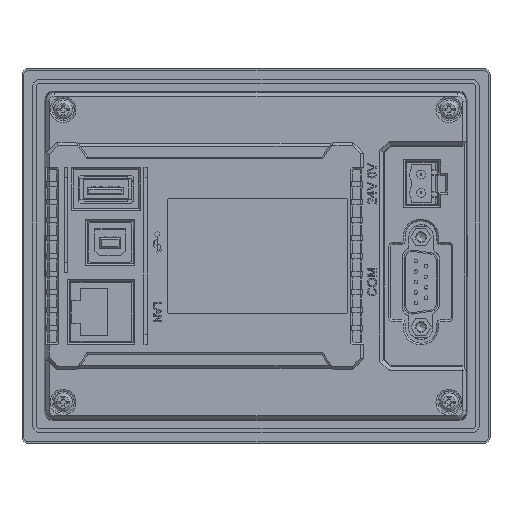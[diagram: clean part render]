
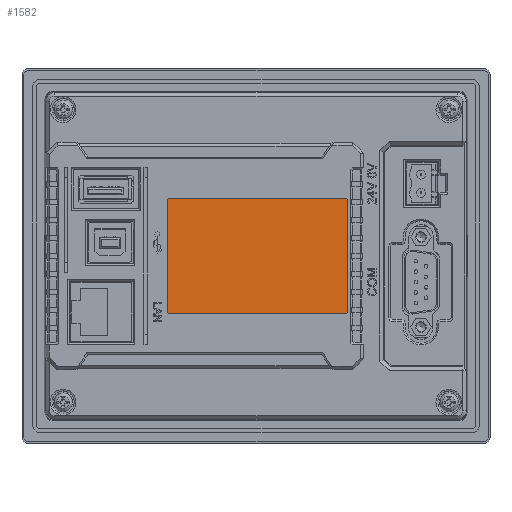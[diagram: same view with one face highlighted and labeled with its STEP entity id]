
A CAD part, top view. The second image highlights one B-rep face of the part: STEP entity #1582.
In plain terms, the highlighted planar face has unit normal (0, 0, 1).
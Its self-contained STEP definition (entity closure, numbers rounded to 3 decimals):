
#1582=ADVANCED_FACE('',(#4382),#46044,.T.);
#4382=FACE_OUTER_BOUND('',#7210,.T.);
#7210=EDGE_LOOP('',(#14122,#14123,#14124,#14125,#14126,#14127,#14128,#14129));
#14122=ORIENTED_EDGE('',*,*,#27079,.T.);
#14123=ORIENTED_EDGE('',*,*,#27088,.T.);
#14124=ORIENTED_EDGE('',*,*,#27080,.T.);
#14125=ORIENTED_EDGE('',*,*,#27085,.T.);
#14126=ORIENTED_EDGE('',*,*,#27081,.T.);
#14127=ORIENTED_EDGE('',*,*,#27095,.T.);
#14128=ORIENTED_EDGE('',*,*,#27076,.F.);
#14129=ORIENTED_EDGE('',*,*,#27094,.T.);
#27076=EDGE_CURVE('',#41492,#41493,#35449,.T.);
#27079=EDGE_CURVE('',#41495,#41496,#35452,.T.);
#27080=EDGE_CURVE('',#41497,#41498,#35453,.T.);
#27081=EDGE_CURVE('',#41499,#41500,#35454,.T.);
#27085=EDGE_CURVE('',#41498,#41499,#32750,.T.);
#27088=EDGE_CURVE('',#41496,#41497,#32752,.T.);
#27094=EDGE_CURVE('',#41492,#41495,#32755,.T.);
#27095=EDGE_CURVE('',#41500,#41493,#32756,.T.);
#32750=(
BOUNDED_CURVE()
B_SPLINE_CURVE(2,(#74596,#74597,#74598),.UNSPECIFIED.,.F.,.F.)
B_SPLINE_CURVE_WITH_KNOTS((3,3),(-0.314,0.),.UNSPECIFIED.)
CURVE()
GEOMETRIC_REPRESENTATION_ITEM()
RATIONAL_B_SPLINE_CURVE((1.,0.707,1.))
REPRESENTATION_ITEM('')
);
#32752=(
BOUNDED_CURVE()
B_SPLINE_CURVE(2,(#74604,#74605,#74606),.UNSPECIFIED.,.F.,.F.)
B_SPLINE_CURVE_WITH_KNOTS((3,3),(-0.314,0.),.UNSPECIFIED.)
CURVE()
GEOMETRIC_REPRESENTATION_ITEM()
RATIONAL_B_SPLINE_CURVE((1.,0.707,1.))
REPRESENTATION_ITEM('')
);
#32755=(
BOUNDED_CURVE()
B_SPLINE_CURVE(2,(#74619,#74620,#74621),.UNSPECIFIED.,.F.,.F.)
B_SPLINE_CURVE_WITH_KNOTS((3,3),(-0.314,0.),.UNSPECIFIED.)
CURVE()
GEOMETRIC_REPRESENTATION_ITEM()
RATIONAL_B_SPLINE_CURVE((1.,0.707,1.))
REPRESENTATION_ITEM('')
);
#32756=(
BOUNDED_CURVE()
B_SPLINE_CURVE(2,(#74622,#74623,#74624),.UNSPECIFIED.,.F.,.F.)
B_SPLINE_CURVE_WITH_KNOTS((3,3),(-0.314,0.),.UNSPECIFIED.)
CURVE()
GEOMETRIC_REPRESENTATION_ITEM()
RATIONAL_B_SPLINE_CURVE((1.,0.707,1.))
REPRESENTATION_ITEM('')
);
#35449=B_SPLINE_CURVE_WITH_KNOTS('',1,(#74578,#74579),.UNSPECIFIED.,.F.,
 .F.,(2,2),(0.,49.6),.UNSPECIFIED.);
#35452=B_SPLINE_CURVE_WITH_KNOTS('',1,(#74584,#74585),.UNSPECIFIED.,.F.,
 .F.,(2,2),(0.,31.6),.UNSPECIFIED.);
#35453=B_SPLINE_CURVE_WITH_KNOTS('',1,(#74586,#74587),.UNSPECIFIED.,.F.,
 .F.,(2,2),(0.,49.6),.UNSPECIFIED.);
#35454=B_SPLINE_CURVE_WITH_KNOTS('',1,(#74588,#74589),.UNSPECIFIED.,.F.,
 .F.,(2,2),(0.,31.6),.UNSPECIFIED.);
#41492=VERTEX_POINT('',#69897);
#41493=VERTEX_POINT('',#69898);
#41495=VERTEX_POINT('',#69900);
#41496=VERTEX_POINT('',#69901);
#41497=VERTEX_POINT('',#69902);
#41498=VERTEX_POINT('',#69903);
#41499=VERTEX_POINT('',#69904);
#41500=VERTEX_POINT('',#69905);
#46044=PLANE('',#48063);
#48063=AXIS2_PLACEMENT_3D('',#67425,#50048,$);
#50048=DIRECTION('',(0.,0.,1.));
#67425=CARTESIAN_POINT('',(31.234,20.018,29.8));
#69897=CARTESIAN_POINT('',(25.215,-16.,29.8));
#69898=CARTESIAN_POINT('',(-24.385,-16.,29.8));
#69900=CARTESIAN_POINT('',(25.415,-15.8,29.8));
#69901=CARTESIAN_POINT('',(25.415,15.8,29.8));
#69902=CARTESIAN_POINT('',(25.215,16.,29.8));
#69903=CARTESIAN_POINT('',(-24.385,16.,29.8));
#69904=CARTESIAN_POINT('',(-24.585,15.8,29.8));
#69905=CARTESIAN_POINT('',(-24.585,-15.8,29.8));
#74578=CARTESIAN_POINT('',(25.215,-16.,29.8));
#74579=CARTESIAN_POINT('',(-24.385,-16.,29.8));
#74584=CARTESIAN_POINT('',(25.415,-15.8,29.8));
#74585=CARTESIAN_POINT('',(25.415,15.8,29.8));
#74586=CARTESIAN_POINT('',(25.215,16.,29.8));
#74587=CARTESIAN_POINT('',(-24.385,16.,29.8));
#74588=CARTESIAN_POINT('',(-24.585,15.8,29.8));
#74589=CARTESIAN_POINT('',(-24.585,-15.8,29.8));
#74596=CARTESIAN_POINT('',(-24.385,16.,29.8));
#74597=CARTESIAN_POINT('',(-24.585,16.,29.8));
#74598=CARTESIAN_POINT('',(-24.585,15.8,29.8));
#74604=CARTESIAN_POINT('',(25.415,15.8,29.8));
#74605=CARTESIAN_POINT('',(25.415,16.,29.8));
#74606=CARTESIAN_POINT('',(25.215,16.,29.8));
#74619=CARTESIAN_POINT('',(25.215,-16.,29.8));
#74620=CARTESIAN_POINT('',(25.415,-16.,29.8));
#74621=CARTESIAN_POINT('',(25.415,-15.8,29.8));
#74622=CARTESIAN_POINT('',(-24.585,-15.8,29.8));
#74623=CARTESIAN_POINT('',(-24.585,-16.,29.8));
#74624=CARTESIAN_POINT('',(-24.385,-16.,29.8));
